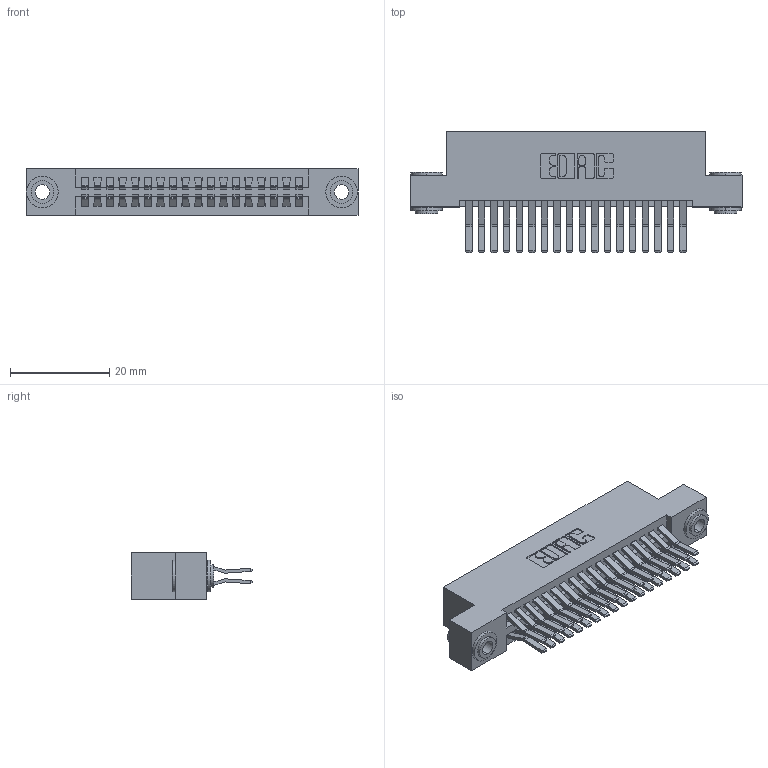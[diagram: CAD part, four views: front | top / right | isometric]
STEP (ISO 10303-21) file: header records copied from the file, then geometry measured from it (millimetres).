
FILE_DESCRIPTION (( 'STEP AP203' ), '1' );
FILE_NAME ('345-036-560-203.STEP', '2019-10-28T13:16:45', ( '' ), ( '' ), 'SwSTEP 2.0', 'SolidWorks 2016', '' );
FILE_SCHEMA (( 'CONFIG_CONTROL_DESIGN' ));
Length unit declared in the file: inch
Products named in the file (4): 345-250-002_345-250-002-102; 345-292-001_560 Tail; 345 Part_Flush Mounting Lugs - 0.156 Dia-TH; 345-036-560-203
Assembly tree (39 placements, depth 2):
  345-036-560-203
    345 Part_Flush Mounting Lugs - 0.156 Dia-TH
    345-292-001_560 Tail  x36
    345-250-002_345-250-002-102  x2
Bounding box: 66.93 x 24.45 x 9.4 mm (x, y, z)
Volume: 6534.1 mm3; surface area: 10005.5 mm2
Topology: 39 solids, 39 shells, 2036 faces, 5997 edges, 3946 vertices
Faces by surface type: plane 1278, cylinder 750, cone 8
Entity records: 18092 total; most frequent: CARTESIAN_POINT 3031, ORIENTED_EDGE 2958, DIRECTION 2737, EDGE_CURVE 1479, LINE 1247, VECTOR 1247, VERTEX_POINT 982, AXIS2_PLACEMENT_3D 745
